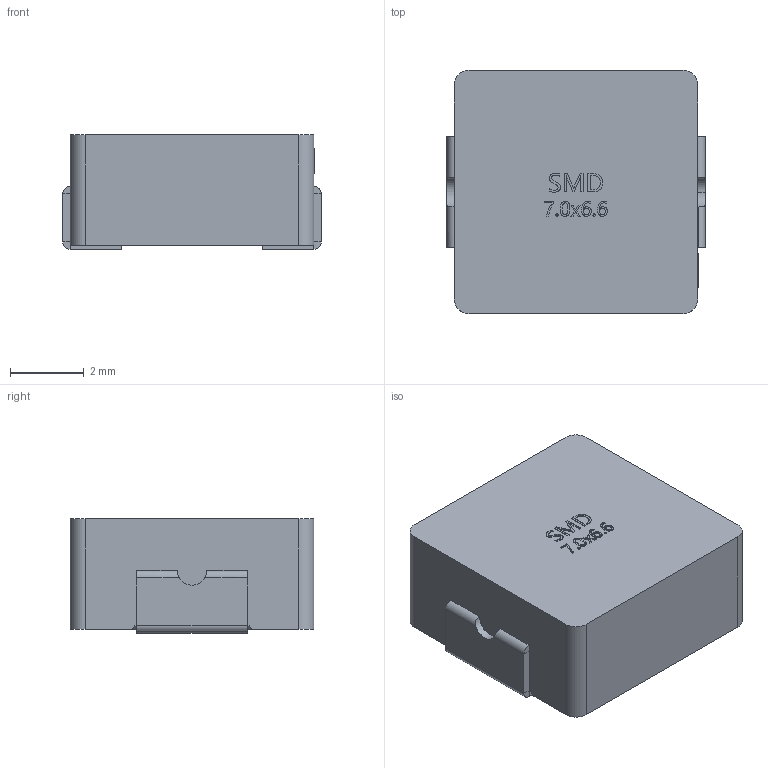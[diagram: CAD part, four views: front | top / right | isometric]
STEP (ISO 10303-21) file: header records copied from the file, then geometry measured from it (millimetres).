
FILE_DESCRIPTION (( 'STEP AP214' ), '1' );
FILE_NAME ('FXL0630.STEP', '2024-04-26T11:16:24', ( '' ), ( '' ), 'SwSTEP 2.0', 'SolidWorks 2022', '' );
FILE_SCHEMA (( 'AUTOMOTIVE_DESIGN' ));
Length unit declared in the file: millimetre
Products named in the file (2): SOLID^IND-SMD_L7.0-W6.6_L1_3D_PCB1_2024-04-26(2)_3D_PCB1_2024-04-26; FXL0630
Assembly tree (1 placements, depth 2):
  FXL0630
    SOLID^IND-SMD_L7.0-W6.6_L1_3D_PCB1_2024-04-26(2)_3D_PCB1_2024-04-26
Bounding box: 7 x 6.6 x 3.1 mm (x, y, z)
Volume: 132.8 mm3; surface area: 170.8 mm2
Topology: 1 solids, 1 shells, 460 faces, 1234 edges, 816 vertices
Faces by surface type: plane 268, bspline 179, cylinder 13
Entity records: 18917 total; most frequent: CARTESIAN_POINT 8574, ORIENTED_EDGE 2468, DIRECTION 1460, EDGE_CURVE 1234, LINE 846, VECTOR 846, VERTEX_POINT 816, EDGE_LOOP 500
